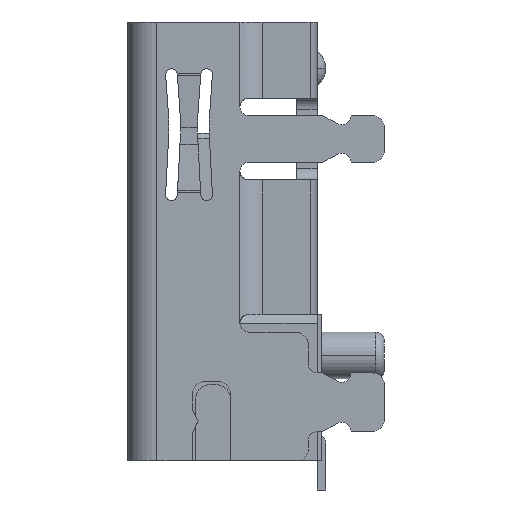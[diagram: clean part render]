
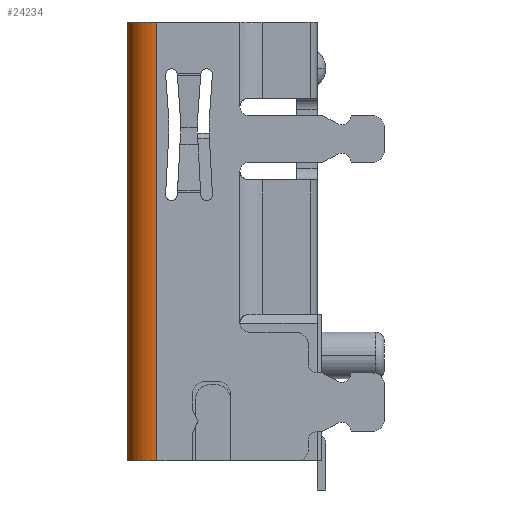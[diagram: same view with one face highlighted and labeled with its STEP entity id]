
A CAD part, left-side view. The second image highlights one B-rep face of the part: STEP entity #24234.
In plain terms, the highlighted cylindrical face has radius 0.5 mm (diameter 1 mm), a partial arc.
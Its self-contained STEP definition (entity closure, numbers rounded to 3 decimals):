
#808 = DIRECTION ( 'NONE',  ( -1., 0., 0. ) ) ;
#1373 = DIRECTION ( 'NONE',  ( 0., 0., 1. ) ) ;
#1584 = VERTEX_POINT ( 'NONE', #4060 ) ;
#3029 = CARTESIAN_POINT ( 'NONE',  ( -5.1, 3.39, 2. ) ) ;
#3426 = CARTESIAN_POINT ( 'NONE',  ( -5.1, 2.89, 2. ) ) ;
#3774 = DIRECTION ( 'NONE',  ( -1., 0., 0. ) ) ;
#4060 = CARTESIAN_POINT ( 'NONE',  ( -5.6, 2.89, 2. ) ) ;
#4765 = CARTESIAN_POINT ( 'NONE',  ( -5.1, 3.39, -5.5 ) ) ;
#5936 = CARTESIAN_POINT ( 'NONE',  ( -5.1, 2.89, -5.5 ) ) ;
#6331 = AXIS2_PLACEMENT_3D ( 'NONE', #5936, #29287, #3774 ) ;
#7880 = CARTESIAN_POINT ( 'NONE',  ( -5.1, 3.39, -5.5 ) ) ;
#8516 = FACE_OUTER_BOUND ( 'NONE', #18848, .T. ) ;
#10296 = VERTEX_POINT ( 'NONE', #4765 ) ;
#10499 = DIRECTION ( 'NONE',  ( -1., 0., 0. ) ) ;
#10701 = CYLINDRICAL_SURFACE ( 'NONE', #13874, 0.5 ) ;
#12047 = EDGE_CURVE ( 'NONE', #19975, #1584, #14550, .T. ) ;
#13131 = LINE ( 'NONE', #7880, #25627 ) ;
#13874 = AXIS2_PLACEMENT_3D ( 'NONE', #30512, #1373, #10499 ) ;
#14550 = CIRCLE ( 'NONE', #27650, 0.5 ) ;
#15271 = CARTESIAN_POINT ( 'NONE',  ( -5.6, 2.89, -5.5 ) ) ;
#17909 = VERTEX_POINT ( 'NONE', #32109 ) ;
#18848 = EDGE_LOOP ( 'NONE', ( #29094, #23381, #25297, #31850 ) ) ;
#19975 = VERTEX_POINT ( 'NONE', #3029 ) ;
#21978 = EDGE_CURVE ( 'NONE', #10296, #17909, #35151, .T. ) ;
#23381 = ORIENTED_EDGE ( 'NONE', *, *, #35146, .F. ) ;
#24234 = ADVANCED_FACE ( 'NONE', ( #8516 ), #10701, .T. ) ;
#25297 = ORIENTED_EDGE ( 'NONE', *, *, #21978, .T. ) ;
#25627 = VECTOR ( 'NONE', #33903, 1000. ) ;
#27650 = AXIS2_PLACEMENT_3D ( 'NONE', #3426, #35731, #808 ) ;
#29094 = ORIENTED_EDGE ( 'NONE', *, *, #12047, .F. ) ;
#29213 = DIRECTION ( 'NONE',  ( 0., 0., 1. ) ) ;
#29287 = DIRECTION ( 'NONE',  ( 0., 0., 1. ) ) ;
#30512 = CARTESIAN_POINT ( 'NONE',  ( -5.1, 2.89, -5.5 ) ) ;
#31850 = ORIENTED_EDGE ( 'NONE', *, *, #33377, .T. ) ;
#31987 = VECTOR ( 'NONE', #29213, 1000. ) ;
#32109 = CARTESIAN_POINT ( 'NONE',  ( -5.6, 2.89, -5.5 ) ) ;
#32610 = LINE ( 'NONE', #15271, #31987 ) ;
#33377 = EDGE_CURVE ( 'NONE', #17909, #1584, #32610, .T. ) ;
#33903 = DIRECTION ( 'NONE',  ( 0., 0., 1. ) ) ;
#35146 = EDGE_CURVE ( 'NONE', #10296, #19975, #13131, .T. ) ;
#35151 = CIRCLE ( 'NONE', #6331, 0.5 ) ;
#35731 = DIRECTION ( 'NONE',  ( 0., 0., 1. ) ) ;
